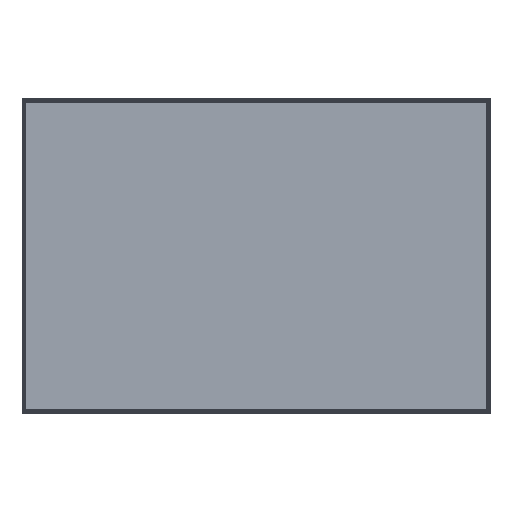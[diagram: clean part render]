
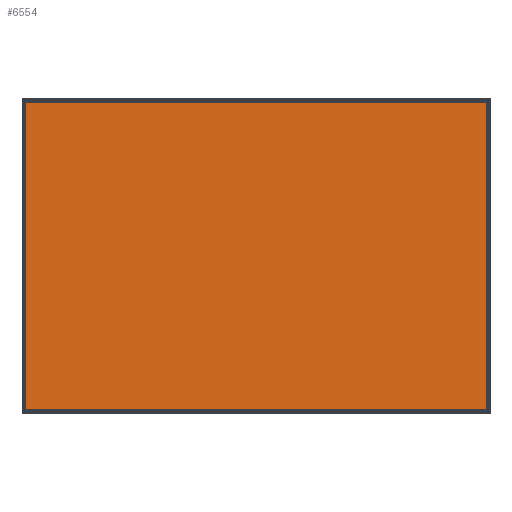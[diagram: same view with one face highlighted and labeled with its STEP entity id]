
A CAD part, top view. The second image highlights one B-rep face of the part: STEP entity #6554.
In plain terms, the highlighted planar face has unit normal (0, 0, 1).
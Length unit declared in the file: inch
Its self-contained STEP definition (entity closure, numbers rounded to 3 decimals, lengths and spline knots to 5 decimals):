
#306=PLANE('',#7155);
#624=FACE_OUTER_BOUND('',#986,.T.);
#986=EDGE_LOOP('',(#5725,#5726,#5727,#5728));
#1638=LINE('',#10758,#2308);
#1640=LINE('',#10762,#2310);
#1642=LINE('',#10766,#2312);
#1644=LINE('',#10769,#2314);
#2308=VECTOR('',#8779,0.3937);
#2310=VECTOR('',#8783,0.3937);
#2312=VECTOR('',#8787,0.3937);
#2314=VECTOR('',#8791,0.3937);
#3151=VERTEX_POINT('',#10755);
#3152=VERTEX_POINT('',#10757);
#3153=VERTEX_POINT('',#10761);
#3154=VERTEX_POINT('',#10765);
#4030=EDGE_CURVE('',#3152,#3151,#1638,.T.);
#4032=EDGE_CURVE('',#3153,#3152,#1640,.T.);
#4034=EDGE_CURVE('',#3154,#3153,#1642,.T.);
#4036=EDGE_CURVE('',#3151,#3154,#1644,.T.);
#5725=ORIENTED_EDGE('',*,*,#4036,.T.);
#5726=ORIENTED_EDGE('',*,*,#4034,.T.);
#5727=ORIENTED_EDGE('',*,*,#4032,.T.);
#5728=ORIENTED_EDGE('',*,*,#4030,.T.);
#6554=ADVANCED_FACE('',(#624),#306,.T.);
#7155=AXIS2_PLACEMENT_3D('',#10770,#8792,#8793);
#8779=DIRECTION('',(-1.,0.,0.));
#8783=DIRECTION('',(0.,1.,0.));
#8787=DIRECTION('',(1.,0.,0.));
#8791=DIRECTION('',(0.,-1.,0.));
#8792=DIRECTION('center_axis',(0.,0.,1.));
#8793=DIRECTION('ref_axis',(1.,0.,0.));
#10755=CARTESIAN_POINT('',(0.,96.,1.5));
#10757=CARTESIAN_POINT('',(144.,96.,1.5));
#10758=CARTESIAN_POINT('',(144.,96.,1.5));
#10761=CARTESIAN_POINT('',(144.,0.,1.5));
#10762=CARTESIAN_POINT('',(144.,0.,1.5));
#10765=CARTESIAN_POINT('',(0.,0.,1.5));
#10766=CARTESIAN_POINT('',(0.,0.,1.5));
#10769=CARTESIAN_POINT('',(0.,96.,1.5));
#10770=CARTESIAN_POINT('Origin',(72.,48.,1.5));
